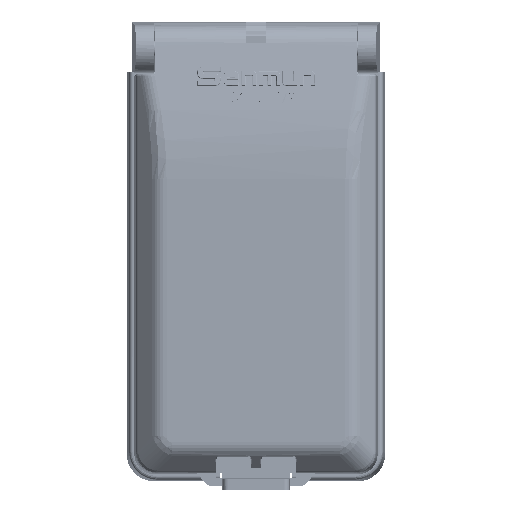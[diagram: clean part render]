
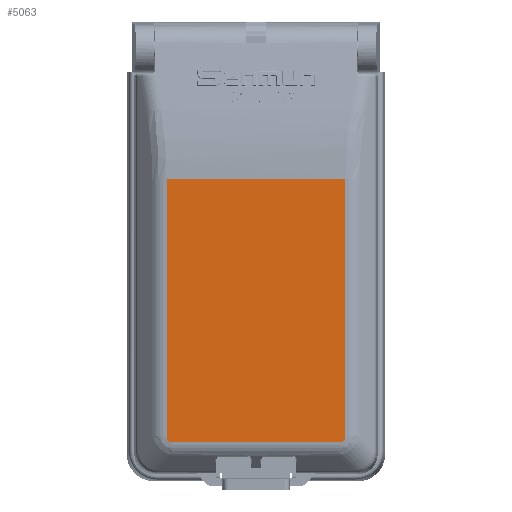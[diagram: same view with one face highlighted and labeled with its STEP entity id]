
A CAD part, top view. The second image highlights one B-rep face of the part: STEP entity #5063.
In plain terms, the highlighted planar face has unit normal (0, 0, 1).
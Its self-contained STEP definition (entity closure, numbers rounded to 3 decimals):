
#503=ELLIPSE('',#29562,3.637,2.1);
#504=ELLIPSE('',#29563,3.637,2.1);
#3581=FACE_OUTER_BOUND('',#13503,.T.);
#5063=ADVANCED_FACE('',(#3581),#6125,.F.);
#6125=PLANE('',#29564);
#8982=LINE('',#89987,#11396);
#8983=LINE('',#89989,#11397);
#8984=LINE('',#89991,#11398);
#8985=LINE('',#89995,#11399);
#11396=VECTOR('',#35137,1.);
#11397=VECTOR('',#35138,1.);
#11398=VECTOR('',#35139,1.);
#11399=VECTOR('',#35142,1.);
#13503=EDGE_LOOP('',(#19553,#19554,#19555,#19556,#19557,#19558));
#19553=ORIENTED_EDGE('',*,*,#26661,.T.);
#19554=ORIENTED_EDGE('',*,*,#26662,.T.);
#19555=ORIENTED_EDGE('',*,*,#26663,.T.);
#19556=ORIENTED_EDGE('',*,*,#26664,.T.);
#19557=ORIENTED_EDGE('',*,*,#26665,.T.);
#19558=ORIENTED_EDGE('',*,*,#26666,.T.);
#23320=VERTEX_POINT('',#89985);
#23321=VERTEX_POINT('',#89986);
#23322=VERTEX_POINT('',#89988);
#23323=VERTEX_POINT('',#89990);
#23324=VERTEX_POINT('',#89992);
#23325=VERTEX_POINT('',#89994);
#26661=EDGE_CURVE('',#23320,#23321,#503,.T.);
#26662=EDGE_CURVE('',#23321,#23322,#8982,.T.);
#26663=EDGE_CURVE('',#23322,#23323,#8983,.T.);
#26664=EDGE_CURVE('',#23323,#23324,#8984,.T.);
#26665=EDGE_CURVE('',#23324,#23325,#504,.T.);
#26666=EDGE_CURVE('',#23325,#23320,#8985,.T.);
#29562=AXIS2_PLACEMENT_3D('',#89984,#35135,#35136);
#29563=AXIS2_PLACEMENT_3D('',#89993,#35140,#35141);
#29564=AXIS2_PLACEMENT_3D('',#89996,#35143,#35144);
#35135=DIRECTION('',(0.,0.,1.));
#35136=DIRECTION('',(0.707,-0.707,0.));
#35137=DIRECTION('',(0.,1.,0.));
#35138=DIRECTION('',(-1.,0.,0.));
#35139=DIRECTION('',(0.,-1.,0.));
#35140=DIRECTION('',(0.,0.,1.));
#35141=DIRECTION('',(-0.707,-0.707,0.));
#35142=DIRECTION('',(1.,0.,0.));
#35143=DIRECTION('',(0.,0.,-1.));
#35144=DIRECTION('',(-1.,0.,0.));
#89984=CARTESIAN_POINT('',(224.907,-209.489,22.));
#89985=CARTESIAN_POINT('',(226.392,-212.459,22.));
#89986=CARTESIAN_POINT('',(227.877,-210.974,22.));
#89987=CARTESIAN_POINT('',(227.877,0.,22.));
#89988=CARTESIAN_POINT('',(227.877,-146.279,22.));
#89989=CARTESIAN_POINT('',(0.,-146.279,22.));
#89990=CARTESIAN_POINT('',(182.919,-146.279,22.));
#89991=CARTESIAN_POINT('',(182.919,0.,22.));
#89992=CARTESIAN_POINT('',(182.919,-210.974,22.));
#89993=CARTESIAN_POINT('',(185.889,-209.489,22.));
#89994=CARTESIAN_POINT('',(184.404,-212.459,22.));
#89995=CARTESIAN_POINT('',(0.,-212.459,22.));
#89996=CARTESIAN_POINT('',(0.,0.,22.));
